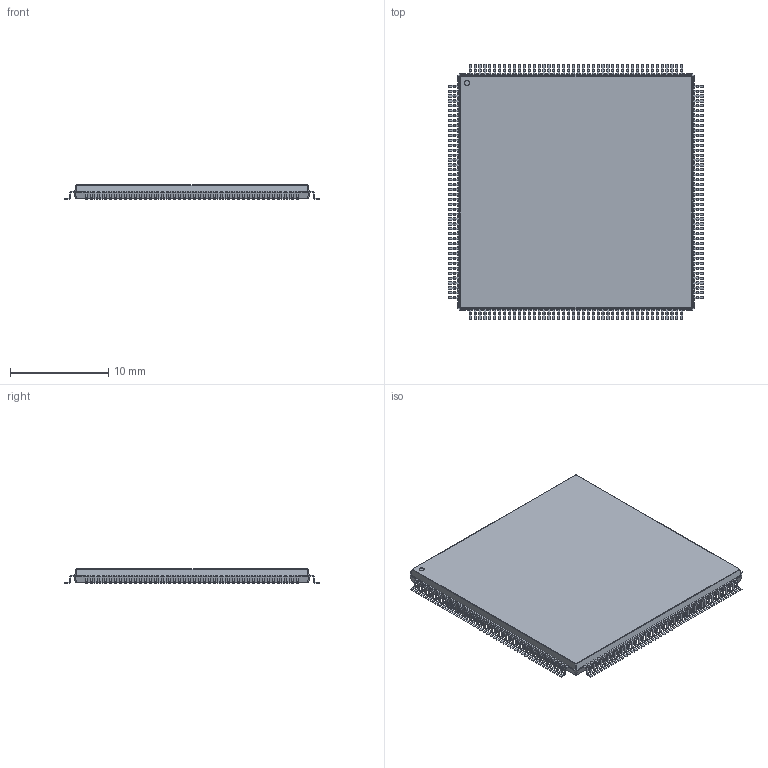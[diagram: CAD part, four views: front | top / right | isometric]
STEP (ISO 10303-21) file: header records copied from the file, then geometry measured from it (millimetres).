
FILE_DESCRIPTION(/* description */ ('model of LQFP-176_24x24mm_P0.5mm'),/* implementation_level */ '2;1');
FILE_NAME(/* name */ 'LQFP-176_24x24mm_P0.5mm.step',/* time_stamp */ '2017-12-17T22:18:37',/* author */ ('kicad StepUp','ksu'),/* organization */ ('FreeCAD'),/* preprocessor_version */ 'OCC',/* originating_system */ 'kicad StepUp',/* authorisation */ '');
FILE_SCHEMA(('AUTOMOTIVE_DESIGN { 1 0 10303 214 1 1 1 1 }'));
Products named in the file (1): LQFP_176_24x24mm_P05mm
Bounding box: 26 x 26 x 1.5 mm (x, y, z)
Volume: 799.4 mm3; surface area: 1442.8 mm2
Topology: 1 solids, 1 shells, 2684 faces, 7307 edges, 4626 vertices
Faces by surface type: plane 1771, cylinder 705, bspline 208
Full cylindrical faces by diameter (mm): 0.5 x1
Entity records: 104471 total; most frequent: CARTESIAN_POINT 17738, ORIENTED_EDGE 14614, DIRECTION 13615, EDGE_CURVE 7307, LINE 5841, VECTOR 5841, VERTEX_POINT 4626, AXIS2_PLACEMENT_3D 3887
